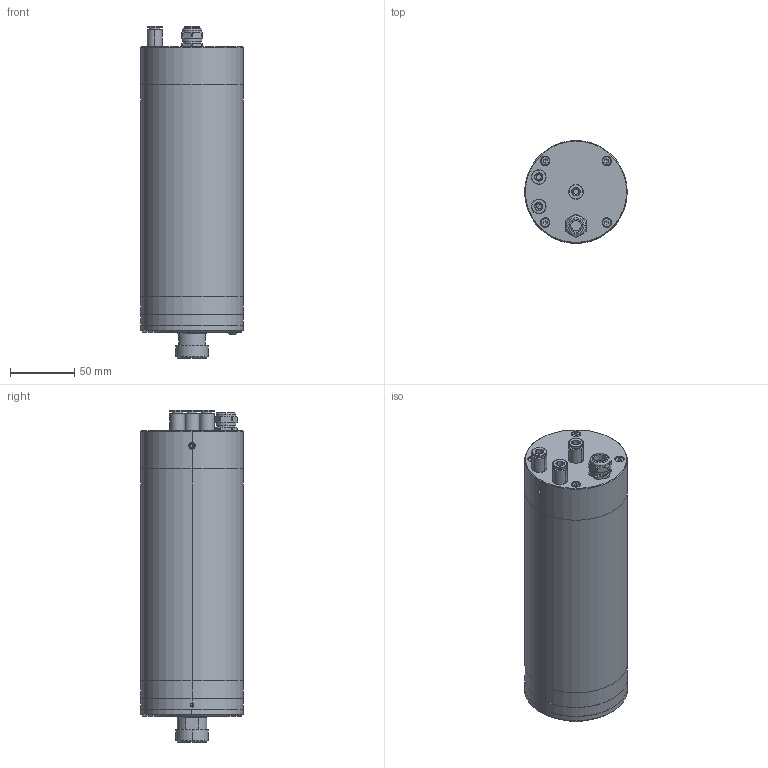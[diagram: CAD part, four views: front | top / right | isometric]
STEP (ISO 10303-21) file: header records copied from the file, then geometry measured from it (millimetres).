
FILE_DESCRIPTION (( 'STEP AP214' ), '1' );
FILE_NAME ('GDK80-24Z-4.0.STEP', '2024-10-11T10:12:33', ( '萇齟' ), ( '' ), 'SwSTEP 2.0', 'SolidWorks 2018', '' );
FILE_SCHEMA (( 'AUTOMOTIVE_DESIGN' ));
Length unit declared in the file: millimetre
Products named in the file (42): Y08040-S3-D綴蹟譫; Y08040-S3-D蛌赽沺陑; 綴粣創結啣; GBT70.1_M4¡Á35; Y08040-S3-D堤盄釱; M12x1.25踢扽跡擘芛S16-耳8; GBT70.1_M3¡Á30; GBT70.3_M3¡Á12; 粣創7005C; Y08040-S3-D隅赽; Y08040-S3-D前螺母; Y08040-S3-D滅鳥欶; GBT70.1_M3｡ﾁ6; 儂褲; GDK80-24Z-4.0; GBT70.1_M4¡Á16; 粣創7004; Y08040-S3-D蛌赽粣; Y08040-S3-D覃淕菜え; GBT78_M3｡ﾁ4; 嵌入式万向喷嘴JCXR-10mm-M4-POM-橘黄色; Y08040-S3-D绕组; GBT70.1_M4¡Á12; Y08040-S3-D粣; JBT7590_D42; す算遠; 詩杶; Y08040-S3-Dヶ裔; 7005-6隔圈; G1-8-6; Y08040-S3-D翉臏餵沭; 儂褲窒璃; Y08040-S3-D前端盖
Assembly tree (28 placements, depth 4):
  Y08040-S3-D綴蹟譫
  Y08040-S3-D蛌赽沺陑
  綴粣創結啣
  GBT70.1_M3¡Á30
  粣創7005C
Bounding box: 80 x 80 x 259 mm (x, y, z)
Volume: 203431.3 mm3; surface area: 158051.1 mm2
Topology: 27 solids, 27 shells, 703 faces, 1639 edges, 1001 vertices
Faces by surface type: cylinder 276, plane 206, cone 169, torus 48, sphere 4
Entity records: 20127 total; most frequent: CARTESIAN_POINT 4062, DIRECTION 3312, ORIENTED_EDGE 2878, EDGE_CURVE 1439, AXIS2_PLACEMENT_3D 1345, VERTEX_POINT 899, EDGE_LOOP 768, CIRCLE 684
